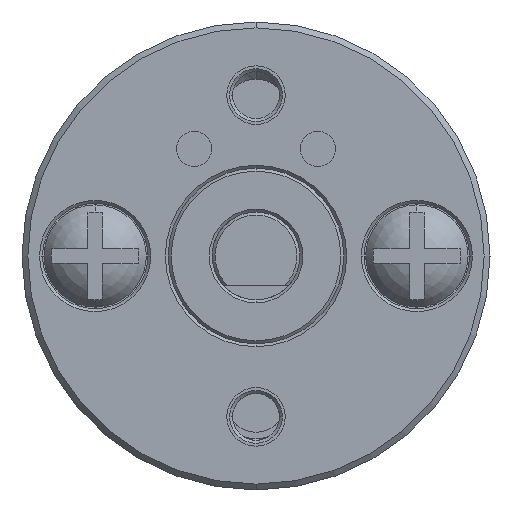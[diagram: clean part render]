
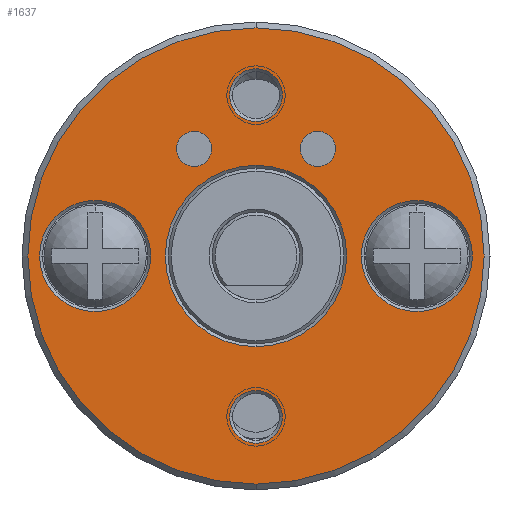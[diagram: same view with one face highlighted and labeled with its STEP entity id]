
A CAD part, left-side view. The second image highlights one B-rep face of the part: STEP entity #1637.
In plain terms, the highlighted planar face has unit normal (-1, 0, 0).
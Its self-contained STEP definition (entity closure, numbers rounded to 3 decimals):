
#155=CARTESIAN_POINT('',(-1.5,2.115,3.663));
#156=DIRECTION('',(1.,0.,0.));
#157=DIRECTION('',(0.,-1.,0.));
#158=AXIS2_PLACEMENT_3D('',#155,#156,#157);
#160=CARTESIAN_POINT('',(-1.5,2.115,3.663));
#161=DIRECTION('',(1.,0.,0.));
#162=DIRECTION('',(0.,1.,0.));
#163=AXIS2_PLACEMENT_3D('',#160,#161,#162);
#165=CARTESIAN_POINT('',(-1.5,-2.115,3.663));
#166=DIRECTION('',(1.,0.,0.));
#167=DIRECTION('',(0.,-1.,0.));
#168=AXIS2_PLACEMENT_3D('',#165,#166,#167);
#170=CARTESIAN_POINT('',(-1.5,-2.115,3.663));
#171=DIRECTION('',(1.,0.,0.));
#172=DIRECTION('',(0.,1.,0.));
#173=AXIS2_PLACEMENT_3D('',#170,#171,#172);
#175=CARTESIAN_POINT('',(-1.5,0.,5.5));
#176=DIRECTION('',(1.,0.,0.));
#177=DIRECTION('',(0.,-1.,0.));
#178=AXIS2_PLACEMENT_3D('',#175,#176,#177);
#180=CARTESIAN_POINT('',(-1.5,0.,5.5));
#181=DIRECTION('',(1.,0.,0.));
#182=DIRECTION('',(0.,1.,0.));
#183=AXIS2_PLACEMENT_3D('',#180,#181,#182);
#185=CARTESIAN_POINT('',(-1.5,0.,-5.5));
#186=DIRECTION('',(1.,0.,0.));
#187=DIRECTION('',(0.,1.,0.));
#188=AXIS2_PLACEMENT_3D('',#185,#186,#187);
#190=CARTESIAN_POINT('',(-1.5,0.,-5.5));
#191=DIRECTION('',(1.,0.,0.));
#192=DIRECTION('',(0.,-1.,0.));
#193=AXIS2_PLACEMENT_3D('',#190,#191,#192);
#195=CARTESIAN_POINT('',(-1.5,-5.5,0.));
#196=DIRECTION('',(1.,0.,0.));
#197=DIRECTION('',(0.,-1.,0.));
#198=AXIS2_PLACEMENT_3D('',#195,#196,#197);
#200=CARTESIAN_POINT('',(-1.5,-5.5,0.));
#201=DIRECTION('',(1.,0.,0.));
#202=DIRECTION('',(0.,1.,0.));
#203=AXIS2_PLACEMENT_3D('',#200,#201,#202);
#205=CARTESIAN_POINT('',(-1.5,5.5,0.));
#206=DIRECTION('',(1.,0.,0.));
#207=DIRECTION('',(0.,-1.,0.));
#208=AXIS2_PLACEMENT_3D('',#205,#206,#207);
#210=CARTESIAN_POINT('',(-1.5,5.5,0.));
#211=DIRECTION('',(1.,0.,0.));
#212=DIRECTION('',(0.,1.,0.));
#213=AXIS2_PLACEMENT_3D('',#210,#211,#212);
#215=CARTESIAN_POINT('',(-1.5,0.,0.));
#216=DIRECTION('',(-1.,0.,0.));
#217=DIRECTION('',(0.,0.,1.));
#218=AXIS2_PLACEMENT_3D('',#215,#216,#217);
#220=CARTESIAN_POINT('',(-1.5,0.,0.));
#221=DIRECTION('',(-1.,0.,0.));
#222=DIRECTION('',(0.,0.,-1.));
#223=AXIS2_PLACEMENT_3D('',#220,#221,#222);
#225=CARTESIAN_POINT('',(-1.5,0.,0.));
#226=DIRECTION('',(-1.,0.,0.));
#227=DIRECTION('',(0.,0.,-1.));
#228=AXIS2_PLACEMENT_3D('',#225,#226,#227);
#230=CARTESIAN_POINT('',(-1.5,0.,0.));
#231=DIRECTION('',(-1.,0.,0.));
#232=DIRECTION('',(0.,0.,1.));
#233=AXIS2_PLACEMENT_3D('',#230,#231,#232);
#1180=CARTESIAN_POINT('',(-1.5,-0.9,5.5));
#1181=CARTESIAN_POINT('',(-1.5,0.9,5.5));
#1182=VERTEX_POINT('',#1180);
#1183=VERTEX_POINT('',#1181);
#1188=CARTESIAN_POINT('',(-1.5,0.9,-5.5));
#1189=CARTESIAN_POINT('',(-1.5,-0.9,-5.5));
#1190=VERTEX_POINT('',#1188);
#1191=VERTEX_POINT('',#1189);
#1204=CARTESIAN_POINT('',(-1.5,-7.4,0.));
#1205=CARTESIAN_POINT('',(-1.5,-3.6,0.));
#1206=VERTEX_POINT('',#1204);
#1207=VERTEX_POINT('',#1205);
#1228=CARTESIAN_POINT('',(-1.5,3.6,0.));
#1229=CARTESIAN_POINT('',(-1.5,7.4,0.));
#1230=VERTEX_POINT('',#1228);
#1231=VERTEX_POINT('',#1229);
#1240=CARTESIAN_POINT('',(-1.5,0.,3.1));
#1241=CARTESIAN_POINT('',(-1.5,0.,-3.1));
#1242=VERTEX_POINT('',#1240);
#1243=VERTEX_POINT('',#1241);
#1296=CARTESIAN_POINT('',(-1.5,1.515,3.663));
#1297=VERTEX_POINT('',#1296);
#1298=CARTESIAN_POINT('',(-1.5,2.715,3.663));
#1299=VERTEX_POINT('',#1298);
#1300=CARTESIAN_POINT('',(-1.5,-2.715,3.663));
#1301=VERTEX_POINT('',#1300);
#1302=CARTESIAN_POINT('',(-1.5,-1.515,3.663));
#1303=VERTEX_POINT('',#1302);
#1324=CARTESIAN_POINT('',(-1.5,0.,-7.8));
#1325=CARTESIAN_POINT('',(-1.5,0.,7.8));
#1326=VERTEX_POINT('',#1324);
#1327=VERTEX_POINT('',#1325);
#1588=CARTESIAN_POINT('',(-1.5,0.,0.));
#1589=DIRECTION('',(1.,0.,0.));
#1590=DIRECTION('',(0.,0.,1.));
#1591=AXIS2_PLACEMENT_3D('',#1588,#1589,#1590);
#1592=PLANE('',#1591);
#1594=ORIENTED_EDGE('',*,*,#1593,.F.);
#1596=ORIENTED_EDGE('',*,*,#1595,.F.);
#1597=EDGE_LOOP('',(#1594,#1596));
#1598=FACE_OUTER_BOUND('',#1597,.F.);
#1599=ORIENTED_EDGE('',*,*,#1568,.F.);
#1600=ORIENTED_EDGE('',*,*,#1582,.F.);
#1601=EDGE_LOOP('',(#1599,#1600));
#1602=FACE_BOUND('',#1601,.F.);
#1604=ORIENTED_EDGE('',*,*,#1603,.F.);
#1606=ORIENTED_EDGE('',*,*,#1605,.F.);
#1607=EDGE_LOOP('',(#1604,#1606));
#1608=FACE_BOUND('',#1607,.F.);
#1610=ORIENTED_EDGE('',*,*,#1609,.F.);
#1612=ORIENTED_EDGE('',*,*,#1611,.F.);
#1613=EDGE_LOOP('',(#1610,#1612));
#1614=FACE_BOUND('',#1613,.F.);
#1616=ORIENTED_EDGE('',*,*,#1615,.F.);
#1618=ORIENTED_EDGE('',*,*,#1617,.F.);
#1619=EDGE_LOOP('',(#1616,#1618));
#1620=FACE_BOUND('',#1619,.F.);
#1622=ORIENTED_EDGE('',*,*,#1621,.F.);
#1624=ORIENTED_EDGE('',*,*,#1623,.F.);
#1625=EDGE_LOOP('',(#1622,#1624));
#1626=FACE_BOUND('',#1625,.F.);
#1627=ORIENTED_EDGE('',*,*,#1392,.T.);
#1628=ORIENTED_EDGE('',*,*,#1407,.T.);
#1629=EDGE_LOOP('',(#1627,#1628));
#1630=FACE_BOUND('',#1629,.F.);
#1632=ORIENTED_EDGE('',*,*,#1631,.F.);
#1634=ORIENTED_EDGE('',*,*,#1633,.F.);
#1635=EDGE_LOOP('',(#1632,#1634));
#1636=FACE_BOUND('',#1635,.F.);
#159=CIRCLE('',#158,0.6);
#164=CIRCLE('',#163,0.6);
#169=CIRCLE('',#168,0.6);
#174=CIRCLE('',#173,0.6);
#179=CIRCLE('',#178,0.9);
#184=CIRCLE('',#183,0.9);
#189=CIRCLE('',#188,0.9);
#194=CIRCLE('',#193,0.9);
#199=CIRCLE('',#198,1.9);
#204=CIRCLE('',#203,1.9);
#209=CIRCLE('',#208,1.9);
#214=CIRCLE('',#213,1.9);
#219=CIRCLE('',#218,3.1);
#224=CIRCLE('',#223,3.1);
#229=CIRCLE('',#228,7.8);
#234=CIRCLE('',#233,7.8);
#1392=EDGE_CURVE('',#1242,#1243,#219,.T.);
#1407=EDGE_CURVE('',#1243,#1242,#224,.T.);
#1568=EDGE_CURVE('',#1301,#1303,#169,.T.);
#1582=EDGE_CURVE('',#1303,#1301,#174,.T.);
#1593=EDGE_CURVE('',#1326,#1327,#229,.T.);
#1595=EDGE_CURVE('',#1327,#1326,#234,.T.);
#1603=EDGE_CURVE('',#1182,#1183,#179,.T.);
#1605=EDGE_CURVE('',#1183,#1182,#184,.T.);
#1609=EDGE_CURVE('',#1190,#1191,#189,.T.);
#1611=EDGE_CURVE('',#1191,#1190,#194,.T.);
#1615=EDGE_CURVE('',#1206,#1207,#199,.T.);
#1617=EDGE_CURVE('',#1207,#1206,#204,.T.);
#1621=EDGE_CURVE('',#1230,#1231,#209,.T.);
#1623=EDGE_CURVE('',#1231,#1230,#214,.T.);
#1631=EDGE_CURVE('',#1297,#1299,#159,.T.);
#1633=EDGE_CURVE('',#1299,#1297,#164,.T.);
#1637=ADVANCED_FACE('',(#1598,#1602,#1608,#1614,#1620,#1626,#1630,#1636),#1592,
.F.);
